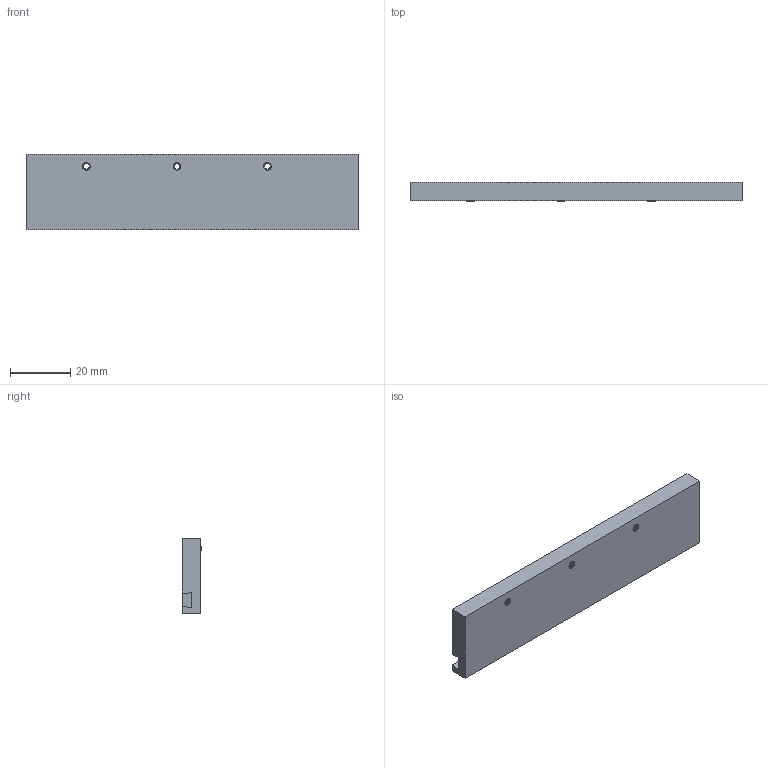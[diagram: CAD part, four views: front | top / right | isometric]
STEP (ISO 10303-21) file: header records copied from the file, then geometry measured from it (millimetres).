
FILE_DESCRIPTION (( 'STEP AP214' ), '1' );
FILE_NAME ('178-231_elasto.STEP', '2022-08-01T08:16:40', ( '' ), ( '' ), 'SwSTEP 2.0', 'SolidWorks 2020', '' );
FILE_SCHEMA (( 'AUTOMOTIVE_DESIGN' ));
Length unit declared in the file: millimetre
Products named in the file (1): 178-231_elasto
Bounding box: 110 x 6.44 x 25 mm (x, y, z)
Volume: 14913 mm3; surface area: 8351.4 mm2
Topology: 1 solids, 1 shells, 175 faces, 492 edges, 317 vertices
Faces by surface type: cylinder 136, plane 20, bspline 15, cone 4
Entity records: 13359 total; most frequent: CARTESIAN_POINT 9668, ORIENTED_EDGE 976, DIRECTION 566, EDGE_CURVE 488, VERTEX_POINT 317, LINE 190, VECTOR 190, AXIS2_PLACEMENT_3D 188
